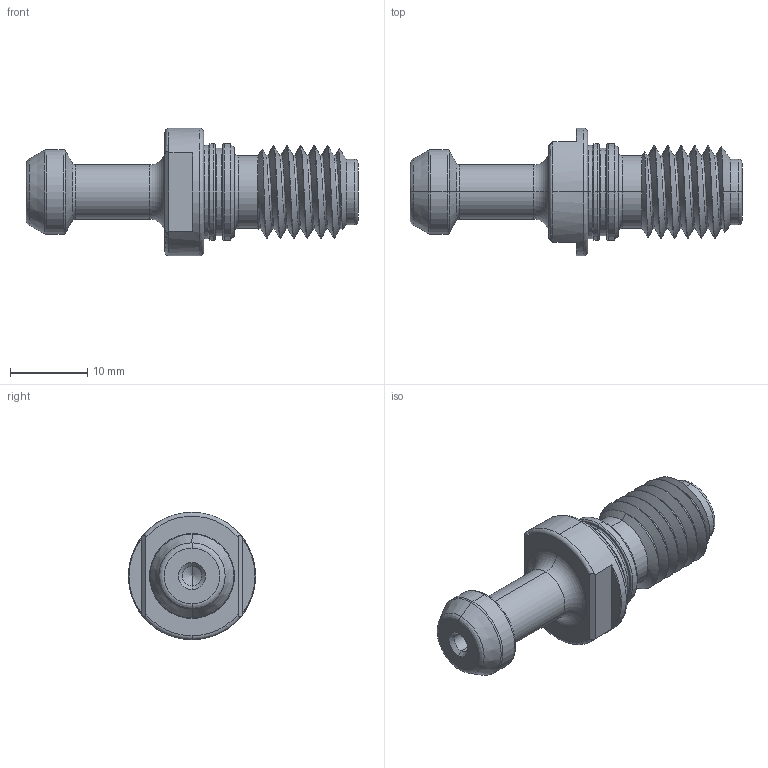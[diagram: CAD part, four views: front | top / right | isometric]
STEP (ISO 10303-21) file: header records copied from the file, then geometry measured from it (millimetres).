
FILE_DESCRIPTION (( 'STEP AP203' ), '1' );
FILE_NAME ('306.20.60.STEP', '2020-04-02T01:21:44', ( 'User' ), ( 'China' ), 'SwSTEP 2.0', 'SolidWorks 2016', '' );
FILE_SCHEMA (( 'CONFIG_CONTROL_DESIGN' ));
Length unit declared in the file: millimetre
Products named in the file (1): 306.20.60
Bounding box: 43 x 16.5 x 16.5 mm (x, y, z)
Volume: 3615.5 mm3; surface area: 2239.7 mm2
Topology: 1 solids, 1 shells, 104 faces, 233 edges, 135 vertices
Faces by surface type: cylinder 34, torus 31, cone 22, plane 14, bspline 3
Entity records: 6219 total; most frequent: CARTESIAN_POINT 3876, DIRECTION 509, ORIENTED_EDGE 458, EDGE_CURVE 229, AXIS2_PLACEMENT_3D 222, VERTEX_POINT 135, CIRCLE 120, EDGE_LOOP 112
